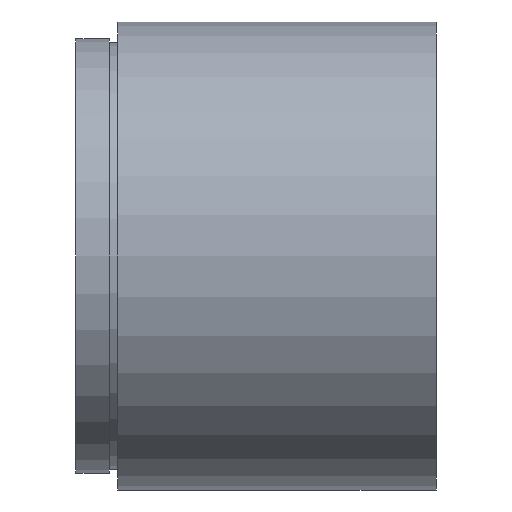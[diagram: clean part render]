
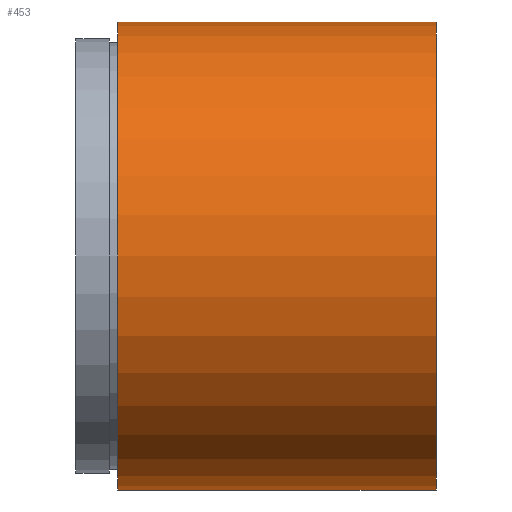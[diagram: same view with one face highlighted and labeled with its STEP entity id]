
A CAD part, left-side view. The second image highlights one B-rep face of the part: STEP entity #453.
In plain terms, the highlighted cylindrical face has radius 28 mm (diameter 56 mm), a partial arc.
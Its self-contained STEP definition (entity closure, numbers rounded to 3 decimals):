
#6 = CYLINDRICAL_SURFACE ( 'NONE', #77, 28. ) ;
#13 = VECTOR ( 'NONE', #247, 1000. ) ;
#24 = DIRECTION ( 'NONE',  ( 0., 1., 0. ) ) ;
#26 = DIRECTION ( 'NONE',  ( 0., 0., 1. ) ) ;
#60 = CARTESIAN_POINT ( 'NONE',  ( 0., 0., 28. ) ) ;
#71 = VECTOR ( 'NONE', #161, 1000. ) ;
#77 = AXIS2_PLACEMENT_3D ( 'NONE', #589, #24, #26 ) ;
#80 = LINE ( 'NONE', #516, #13 ) ;
#88 = EDGE_CURVE ( 'NONE', #609, #447, #185, .T. ) ;
#102 = CARTESIAN_POINT ( 'NONE',  ( 0., 38.1, 28. ) ) ;
#112 = AXIS2_PLACEMENT_3D ( 'NONE', #518, #385, #293 ) ;
#149 = ORIENTED_EDGE ( 'NONE', *, *, #412, .F. ) ;
#161 = DIRECTION ( 'NONE',  ( 0., 1., 0. ) ) ;
#178 = CIRCLE ( 'NONE', #250, 28. ) ;
#185 = CIRCLE ( 'NONE', #112, 28. ) ;
#213 = CARTESIAN_POINT ( 'NONE',  ( 0., 38.1, 0. ) ) ;
#214 = VERTEX_POINT ( 'NONE', #102 ) ;
#231 = EDGE_CURVE ( 'NONE', #447, #214, #80, .T. ) ;
#233 = CARTESIAN_POINT ( 'NONE',  ( 0., 0., -28. ) ) ;
#247 = DIRECTION ( 'NONE',  ( 0., 1., 0. ) ) ;
#250 = AXIS2_PLACEMENT_3D ( 'NONE', #213, #365, #368 ) ;
#288 = LINE ( 'NONE', #530, #71 ) ;
#293 = DIRECTION ( 'NONE',  ( 0., 0., 1. ) ) ;
#309 = EDGE_CURVE ( 'NONE', #602, #214, #178, .T. ) ;
#325 = ORIENTED_EDGE ( 'NONE', *, *, #88, .T. ) ;
#328 = CARTESIAN_POINT ( 'NONE',  ( 0., 38.1, -28. ) ) ;
#365 = DIRECTION ( 'NONE',  ( 0., 1., 0. ) ) ;
#368 = DIRECTION ( 'NONE',  ( 0., 0., 1. ) ) ;
#371 = ORIENTED_EDGE ( 'NONE', *, *, #309, .F. ) ;
#385 = DIRECTION ( 'NONE',  ( 0., 1., 0. ) ) ;
#412 = EDGE_CURVE ( 'NONE', #609, #602, #288, .T. ) ;
#447 = VERTEX_POINT ( 'NONE', #60 ) ;
#453 = ADVANCED_FACE ( 'NONE', ( #503 ), #6, .T. ) ;
#475 = ORIENTED_EDGE ( 'NONE', *, *, #231, .T. ) ;
#503 = FACE_OUTER_BOUND ( 'NONE', #586, .T. ) ;
#516 = CARTESIAN_POINT ( 'NONE',  ( 0., 161.376, 28. ) ) ;
#518 = CARTESIAN_POINT ( 'NONE',  ( 0., 0., 0. ) ) ;
#530 = CARTESIAN_POINT ( 'NONE',  ( 0., 161.376, -28. ) ) ;
#586 = EDGE_LOOP ( 'NONE', ( #149, #325, #475, #371 ) ) ;
#589 = CARTESIAN_POINT ( 'NONE',  ( 0., 161.376, 0. ) ) ;
#602 = VERTEX_POINT ( 'NONE', #328 ) ;
#609 = VERTEX_POINT ( 'NONE', #233 ) ;
